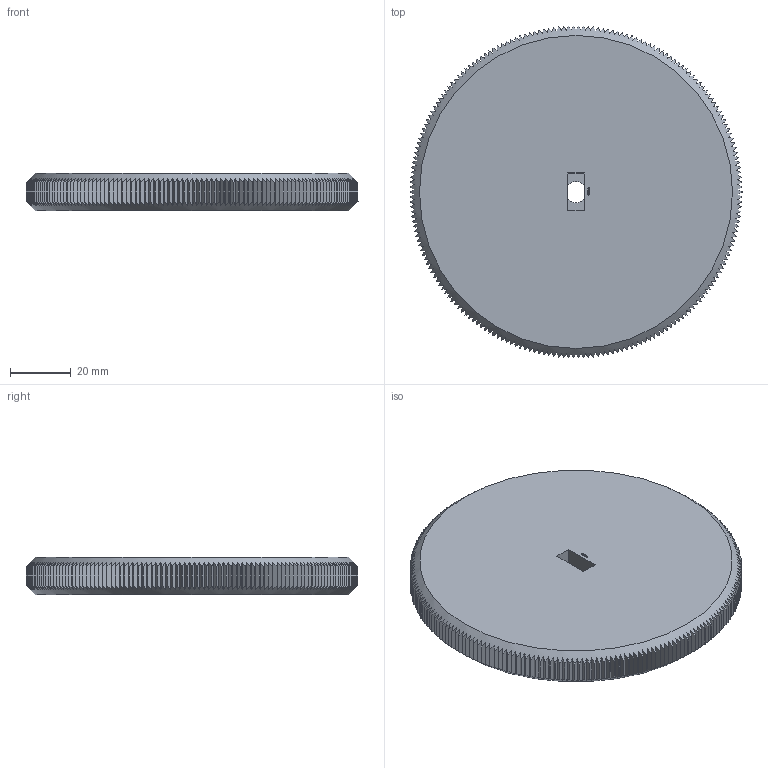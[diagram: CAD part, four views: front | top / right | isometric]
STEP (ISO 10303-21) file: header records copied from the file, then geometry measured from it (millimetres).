
FILE_DESCRIPTION(('FreeCAD Model'),'2;1');
FILE_NAME('Open CASCADE Shape Model','2024-01-03T19:09:26',(''),(''), 'Open CASCADE STEP processor 7.6','FreeCAD','Unknown');
FILE_SCHEMA(('AUTOMOTIVE_DESIGN { 1 0 10303 214 1 1 1 1 }'));
Products named in the file (1): Knob KNR BVD SCR ISR BU01.00x08.75 - SPN-KNB-0030 (stemfie.org)
Bounding box: 109.38 x 109.36 x 12.5 mm (x, y, z)
Volume: 111776.5 mm3; surface area: 24478.1 mm2
Topology: 1 solids, 1 shells, 1141 faces, 3312 edges, 2206 vertices
Faces by surface type: plane 739, cylinder 212, extrusion 186, cone 4
Entity records: 84062 total; most frequent: CARTESIAN_POINT 19376, DIRECTION 11716, ORIENTED_EDGE 6624, PCURVE 6624, DEFINITIONAL_REPRESENTATION 6624, VECTOR 6412, LINE 6226, EDGE_CURVE 3312
